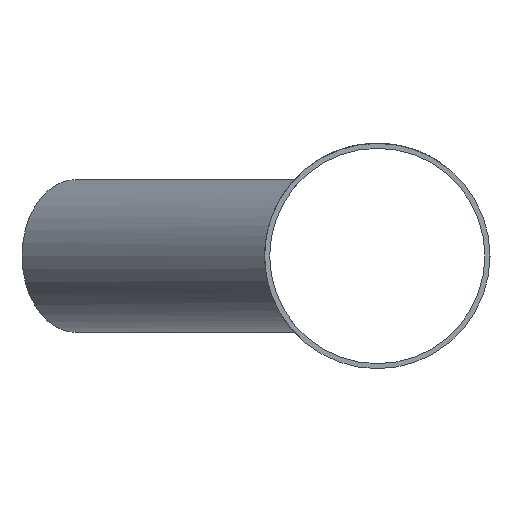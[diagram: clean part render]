
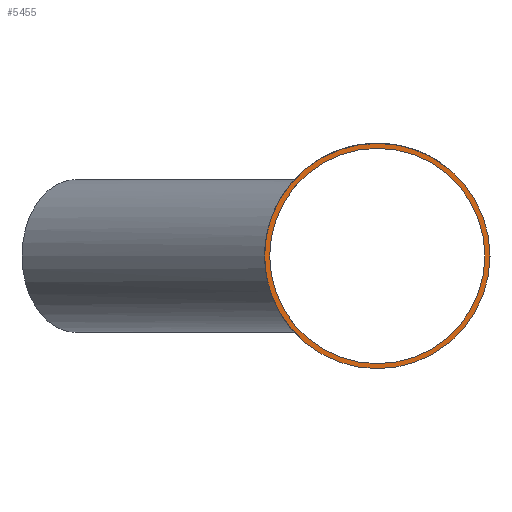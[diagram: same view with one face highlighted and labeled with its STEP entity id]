
A CAD part, left-side view. The second image highlights one B-rep face of the part: STEP entity #5455.
In plain terms, the highlighted planar face has unit normal (-1, 0, 0).
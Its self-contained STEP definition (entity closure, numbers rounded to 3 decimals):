
#458 = DIRECTION ( 'NONE',  ( 0., 0., 1. ) ) ;
#1573 = VERTEX_POINT ( 'NONE', #21210 ) ;
#3260 = CIRCLE ( 'NONE', #22595, 44.45 ) ;
#3893 = FACE_BOUND ( 'NONE', #8066, .T. ) ;
#5398 = CARTESIAN_POINT ( 'NONE',  ( -117.5, 0., 0. ) ) ;
#5455 = ADVANCED_FACE ( 'NONE', ( #3893, #25751 ), #25549, .T. ) ;
#6391 = ORIENTED_EDGE ( 'NONE', *, *, #28061, .T. ) ;
#6569 = DIRECTION ( 'NONE',  ( -1., 0., 0. ) ) ;
#8066 = EDGE_LOOP ( 'NONE', ( #12169 ) ) ;
#8144 = EDGE_LOOP ( 'NONE', ( #6391 ) ) ;
#8436 = DIRECTION ( 'NONE',  ( 0., 0., 1. ) ) ;
#11585 = DIRECTION ( 'NONE',  ( 0., 0., 1. ) ) ;
#12169 = ORIENTED_EDGE ( 'NONE', *, *, #23762, .F. ) ;
#12539 = AXIS2_PLACEMENT_3D ( 'NONE', #5398, #28059, #458 ) ;
#14446 = VERTEX_POINT ( 'NONE', #23706 ) ;
#16343 = CIRCLE ( 'NONE', #23409, 42.45 ) ;
#20322 = CARTESIAN_POINT ( 'NONE',  ( -117.5, 0., 0. ) ) ;
#21210 = CARTESIAN_POINT ( 'NONE',  ( -117.5, 0., 44.45 ) ) ;
#21585 = CARTESIAN_POINT ( 'NONE',  ( -117.5, 0., 0. ) ) ;
#22595 = AXIS2_PLACEMENT_3D ( 'NONE', #20322, #30795, #8436 ) ;
#23409 = AXIS2_PLACEMENT_3D ( 'NONE', #21585, #6569, #11585 ) ;
#23706 = CARTESIAN_POINT ( 'NONE',  ( -117.5, 0., 42.45 ) ) ;
#23762 = EDGE_CURVE ( 'NONE', #14446, #14446, #16343, .T. ) ;
#25549 = PLANE ( 'NONE',  #12539 ) ;
#25751 = FACE_OUTER_BOUND ( 'NONE', #8144, .T. ) ;
#28059 = DIRECTION ( 'NONE',  ( -1., 0., 0. ) ) ;
#28061 = EDGE_CURVE ( 'NONE', #1573, #1573, #3260, .T. ) ;
#30795 = DIRECTION ( 'NONE',  ( -1., 0., 0. ) ) ;
